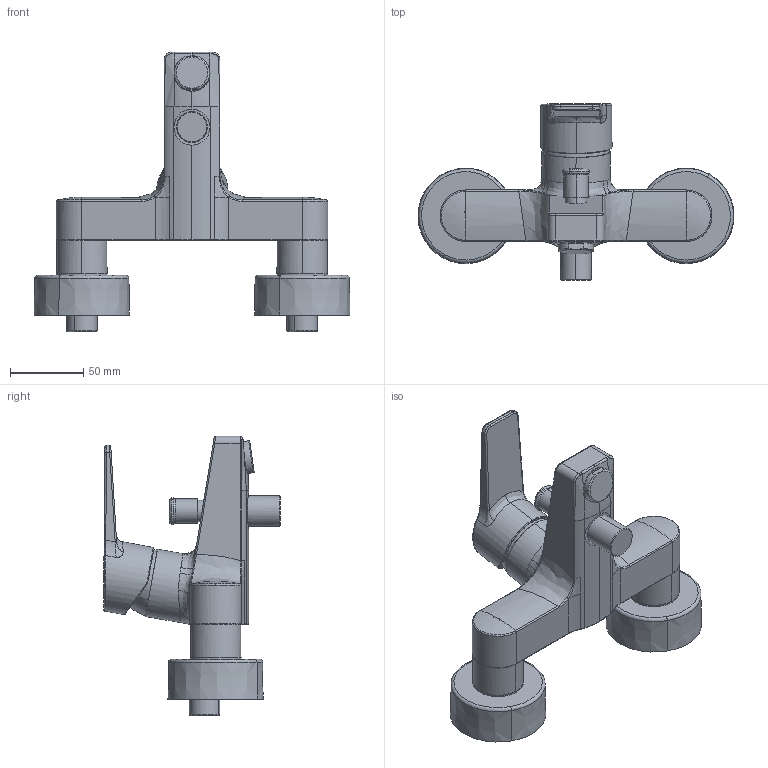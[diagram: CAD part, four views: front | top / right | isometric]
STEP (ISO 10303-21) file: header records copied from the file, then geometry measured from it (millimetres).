
FILE_DESCRIPTION (( 'STEP AP203' ), '1' );
FILE_NAME ('0974218333.STEP', '2021-01-15T05:53:25', ( '' ), ( '' ), 'SwSTEP 2.0', 'SolidWorks 2016', '' );
FILE_SCHEMA (( 'CONFIG_CONTROL_DESIGN' ));
Length unit declared in the file: millimetre
Products named in the file (1): 0974218333
Bounding box: 214.98 x 120.2 x 190.3 mm (x, y, z)
Volume: 540754.2 mm3; surface area: 99475.6 mm2
Topology: 1 solids, 1 shells, 329 faces, 812 edges, 492 vertices
Faces by surface type: bspline 146, cylinder 90, plane 56, cone 16, torus 13, sphere 8
Entity records: 24657 total; most frequent: CARTESIAN_POINT 18160, ORIENTED_EDGE 1604, DIRECTION 878, EDGE_CURVE 802, VERTEX_POINT 492, B_SPLINE_CURVE_WITH_KNOTS 431, AXIS2_PLACEMENT_3D 351, EDGE_LOOP 346
